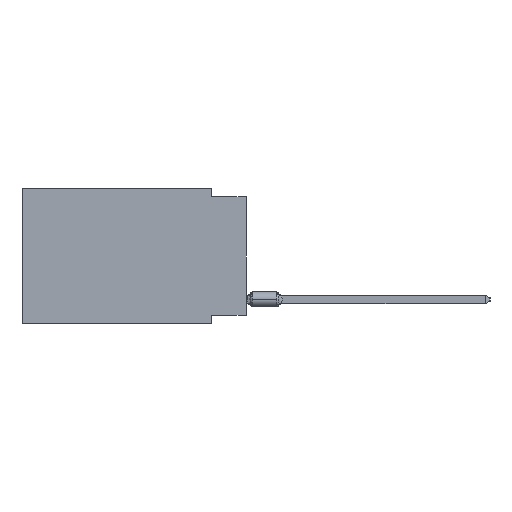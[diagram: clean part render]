
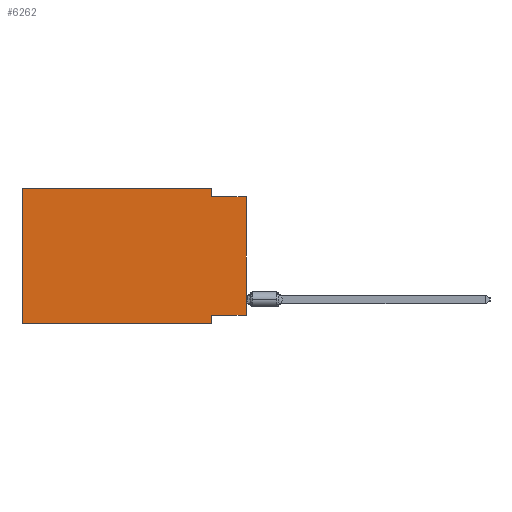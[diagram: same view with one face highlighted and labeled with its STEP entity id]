
A CAD part, left-side view. The second image highlights one B-rep face of the part: STEP entity #6262.
In plain terms, the highlighted planar face has unit normal (-1, 0, 0).
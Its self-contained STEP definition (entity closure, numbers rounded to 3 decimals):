
#430 = VERTEX_POINT ( 'NONE', #13714 ) ;
#1554 = VECTOR ( 'NONE', #10251, 1000. ) ;
#3099 = EDGE_CURVE ( 'NONE', #53538, #43014, #35350, .T. ) ;
#4874 = VERTEX_POINT ( 'NONE', #13592 ) ;
#5169 = VECTOR ( 'NONE', #37783, 1000. ) ;
#5187 = CARTESIAN_POINT ( 'NONE',  ( 0., 0., -0.635 ) ) ;
#6262 = ADVANCED_FACE ( 'NONE', ( #47665 ), #26575, .F. ) ;
#6296 = CARTESIAN_POINT ( 'NONE',  ( 0., 2.54, 0. ) ) ;
#8647 = EDGE_CURVE ( 'NONE', #430, #4874, #63336, .T. ) ;
#9234 = DIRECTION ( 'NONE',  ( 0., -1., 0. ) ) ;
#10251 = DIRECTION ( 'NONE',  ( 0., 0., -1. ) ) ;
#11034 = VERTEX_POINT ( 'NONE', #37834 ) ;
#11883 = LINE ( 'NONE', #57404, #43656 ) ;
#11996 = CARTESIAN_POINT ( 'NONE',  ( 0., 16.383, 0. ) ) ;
#12499 = CARTESIAN_POINT ( 'NONE',  ( 0., 0., -9.271 ) ) ;
#12838 = DIRECTION ( 'NONE',  ( 0., 1., 0. ) ) ;
#13592 = CARTESIAN_POINT ( 'NONE',  ( 0., 2.54, -9.906 ) ) ;
#13714 = CARTESIAN_POINT ( 'NONE',  ( 0., 16.383, -9.906 ) ) ;
#13880 = EDGE_LOOP ( 'NONE', ( #35382, #14704, #23483, #40232, #51500, #20209, #13945, #47531 ) ) ;
#13945 = ORIENTED_EDGE ( 'NONE', *, *, #47848, .F. ) ;
#14704 = ORIENTED_EDGE ( 'NONE', *, *, #28722, .F. ) ;
#15551 = DIRECTION ( 'NONE',  ( 1., 0., 0. ) ) ;
#17580 = VECTOR ( 'NONE', #12838, 1000. ) ;
#18518 = LINE ( 'NONE', #12499, #17580 ) ;
#20209 = ORIENTED_EDGE ( 'NONE', *, *, #8647, .T. ) ;
#23270 = LINE ( 'NONE', #64107, #1554 ) ;
#23483 = ORIENTED_EDGE ( 'NONE', *, *, #62738, .F. ) ;
#24122 = VECTOR ( 'NONE', #9234, 1000. ) ;
#24954 = CARTESIAN_POINT ( 'NONE',  ( 0., 16.383, 0. ) ) ;
#25620 = DIRECTION ( 'NONE',  ( 0., -1., 0. ) ) ;
#26575 = PLANE ( 'NONE',  #44816 ) ;
#27527 = CARTESIAN_POINT ( 'NONE',  ( 0., 16.383, -9.906 ) ) ;
#28722 = EDGE_CURVE ( 'NONE', #52634, #11034, #40356, .T. ) ;
#32189 = EDGE_CURVE ( 'NONE', #430, #53538, #38451, .T. ) ;
#34492 = DIRECTION ( 'NONE',  ( 0., 0., 1. ) ) ;
#35350 = LINE ( 'NONE', #24954, #24122 ) ;
#35382 = ORIENTED_EDGE ( 'NONE', *, *, #40901, .T. ) ;
#37783 = DIRECTION ( 'NONE',  ( 0., 0., 1. ) ) ;
#37834 = CARTESIAN_POINT ( 'NONE',  ( 0., 0., -0.635 ) ) ;
#38451 = LINE ( 'NONE', #11996, #5169 ) ;
#38827 = VERTEX_POINT ( 'NONE', #56690 ) ;
#40054 = CARTESIAN_POINT ( 'NONE',  ( 0., 2.54, -9.271 ) ) ;
#40232 = ORIENTED_EDGE ( 'NONE', *, *, #3099, .F. ) ;
#40356 = LINE ( 'NONE', #5187, #52003 ) ;
#40520 = CARTESIAN_POINT ( 'NONE',  ( 0., 2.54, -0.635 ) ) ;
#40901 = EDGE_CURVE ( 'NONE', #38827, #11034, #64934, .T. ) ;
#42303 = CARTESIAN_POINT ( 'NONE',  ( 0., 16.383, 0. ) ) ;
#43014 = VERTEX_POINT ( 'NONE', #6296 ) ;
#43091 = CARTESIAN_POINT ( 'NONE',  ( 0., 16.383, 0. ) ) ;
#43656 = VECTOR ( 'NONE', #55536, 1000. ) ;
#44816 = AXIS2_PLACEMENT_3D ( 'NONE', #42303, #15551, #62717 ) ;
#47294 = DIRECTION ( 'NONE',  ( 0., -1., 0. ) ) ;
#47531 = ORIENTED_EDGE ( 'NONE', *, *, #62397, .F. ) ;
#47665 = FACE_OUTER_BOUND ( 'NONE', #13880, .T. ) ;
#47848 = EDGE_CURVE ( 'NONE', #62750, #4874, #11883, .T. ) ;
#51500 = ORIENTED_EDGE ( 'NONE', *, *, #32189, .F. ) ;
#52003 = VECTOR ( 'NONE', #25620, 1000. ) ;
#52634 = VERTEX_POINT ( 'NONE', #40520 ) ;
#53538 = VERTEX_POINT ( 'NONE', #43091 ) ;
#55536 = DIRECTION ( 'NONE',  ( 0., 0., -1. ) ) ;
#56690 = CARTESIAN_POINT ( 'NONE',  ( 0., 0., -9.271 ) ) ;
#56744 = VECTOR ( 'NONE', #47294, 1000. ) ;
#57404 = CARTESIAN_POINT ( 'NONE',  ( 0., 2.54, -9.906 ) ) ;
#57467 = VECTOR ( 'NONE', #34492, 1000. ) ;
#62397 = EDGE_CURVE ( 'NONE', #38827, #62750, #18518, .T. ) ;
#62717 = DIRECTION ( 'NONE',  ( 0., 0., -1. ) ) ;
#62738 = EDGE_CURVE ( 'NONE', #43014, #52634, #23270, .T. ) ;
#62750 = VERTEX_POINT ( 'NONE', #40054 ) ;
#63336 = LINE ( 'NONE', #27527, #56744 ) ;
#63609 = CARTESIAN_POINT ( 'NONE',  ( 0., 0., 0. ) ) ;
#64107 = CARTESIAN_POINT ( 'NONE',  ( 0., 2.54, 0. ) ) ;
#64934 = LINE ( 'NONE', #63609, #57467 ) ;
